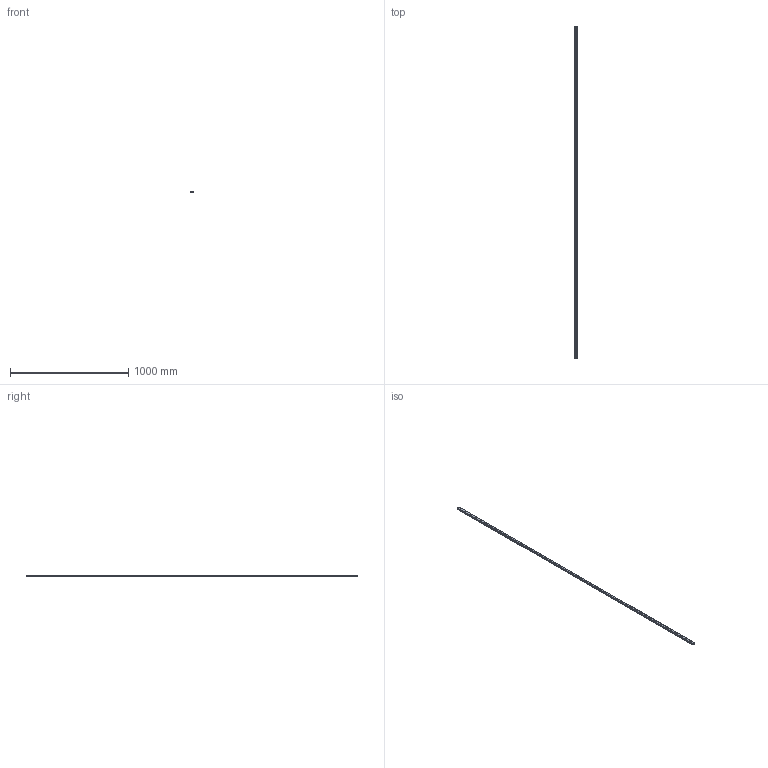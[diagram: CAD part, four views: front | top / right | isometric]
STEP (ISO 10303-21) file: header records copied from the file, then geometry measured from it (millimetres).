
FILE_DESCRIPTION(('STEP AP214'),'1');
FILE_NAME('cctmp_DD0F48DF-BD22-4E33-893C-28DB437FE140_2021_02_04_10_24_33_0862..stp','2021-02-04T09:24:34',('HIWIN GmbH'),('CADClick - www.CADClick.com'),'Spatial InterOp 3D',' ','unknown authorization');
FILE_SCHEMA(('AUTOMOTIVE_DESIGN'));
Length unit declared in the file: millimetre
Products named in the file (1): EGR20R2810C_FILE
Bounding box: 20 x 2810 x 15.5 mm (x, y, z)
Volume: 753950.5 mm3; surface area: 224791 mm2
Topology: 1 solids, 1 shells, 667 faces, 1513 edges, 946 vertices
Faces by surface type: plane 367, cylinder 300
Entity records: 24171 total; most frequent: DIRECTION 3637, CARTESIAN_POINT 3127, ORIENTED_EDGE 3026, EDGE_CURVE 1513, AXIS2_PLACEMENT_3D 1456, VERTEX_POINT 946, EDGE_LOOP 765, LINE 725
